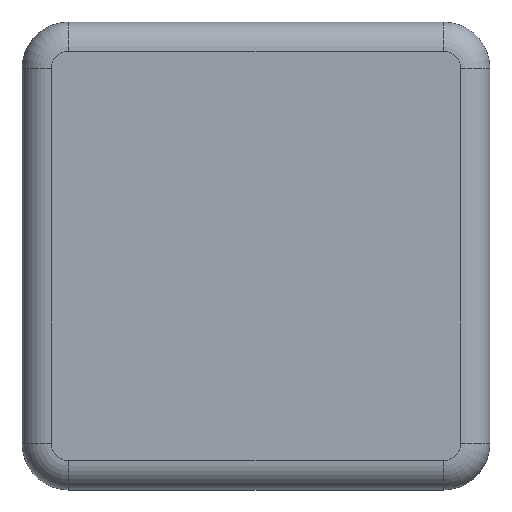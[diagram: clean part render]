
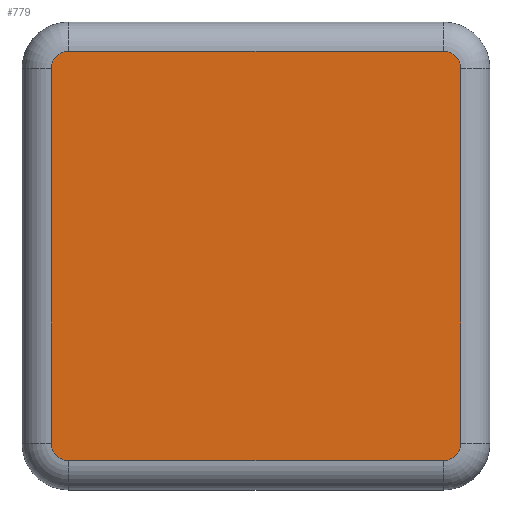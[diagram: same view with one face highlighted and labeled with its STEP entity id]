
A CAD part, top view. The second image highlights one B-rep face of the part: STEP entity #779.
In plain terms, the highlighted planar face has unit normal (0, 0, 1).
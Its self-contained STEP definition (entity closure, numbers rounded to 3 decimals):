
#53 = DIRECTION ( 'NONE',  ( 0., 0., 1. ) ) ;
#76 = LINE ( 'NONE', #1997, #1826 ) ;
#90 = CARTESIAN_POINT ( 'NONE',  ( -16., -16., 4. ) ) ;
#104 = EDGE_CURVE ( 'NONE', #1099, #1545, #888, .T. ) ;
#120 = VERTEX_POINT ( 'NONE', #394 ) ;
#128 = LINE ( 'NONE', #736, #1285 ) ;
#136 = CARTESIAN_POINT ( 'NONE',  ( 0., 0., 4. ) ) ;
#150 = VECTOR ( 'NONE', #863, 1000. ) ;
#174 = ORIENTED_EDGE ( 'NONE', *, *, #274, .T. ) ;
#193 = CARTESIAN_POINT ( 'NONE',  ( 0., -17.5, 4. ) ) ;
#261 = DIRECTION ( 'NONE',  ( -1., 0., 0. ) ) ;
#274 = EDGE_CURVE ( 'NONE', #1654, #854, #1670, .T. ) ;
#361 = AXIS2_PLACEMENT_3D ( 'NONE', #136, #802, #1948 ) ;
#382 = DIRECTION ( 'NONE',  ( 0., 0., 1. ) ) ;
#394 = CARTESIAN_POINT ( 'NONE',  ( -16., 17.5, 4. ) ) ;
#405 = EDGE_LOOP ( 'NONE', ( #545, #677, #584, #1759, #1866, #2011, #566, #174 ) ) ;
#464 = CARTESIAN_POINT ( 'NONE',  ( 16., 17.5, 4. ) ) ;
#494 = DIRECTION ( 'NONE',  ( 0., 0., 1. ) ) ;
#504 = FACE_OUTER_BOUND ( 'NONE', #405, .T. ) ;
#545 = ORIENTED_EDGE ( 'NONE', *, *, #1247, .T. ) ;
#555 = VERTEX_POINT ( 'NONE', #1662 ) ;
#566 = ORIENTED_EDGE ( 'NONE', *, *, #1403, .T. ) ;
#580 = CARTESIAN_POINT ( 'NONE',  ( 0., 17.5, 4. ) ) ;
#584 = ORIENTED_EDGE ( 'NONE', *, *, #1779, .T. ) ;
#585 = CARTESIAN_POINT ( 'NONE',  ( 17.5, 16., 4. ) ) ;
#625 = PLANE ( 'NONE',  #361 ) ;
#677 = ORIENTED_EDGE ( 'NONE', *, *, #104, .T. ) ;
#711 = CARTESIAN_POINT ( 'NONE',  ( 17.5, -16., 4. ) ) ;
#736 = CARTESIAN_POINT ( 'NONE',  ( -17.5, 0., 4. ) ) ;
#748 = DIRECTION ( 'NONE',  ( -1., 0., 0. ) ) ;
#779 = ADVANCED_FACE ( 'NONE', ( #504 ), #625, .F. ) ;
#802 = DIRECTION ( 'NONE',  ( 0., 0., -1. ) ) ;
#846 = EDGE_CURVE ( 'NONE', #120, #555, #2051, .T. ) ;
#849 = CIRCLE ( 'NONE', #1173, 1.5 ) ;
#854 = VERTEX_POINT ( 'NONE', #1809 ) ;
#863 = DIRECTION ( 'NONE',  ( 1., 0., 0. ) ) ;
#888 = CIRCLE ( 'NONE', #2087, 1.5 ) ;
#899 = DIRECTION ( 'NONE',  ( 0., -1., 0. ) ) ;
#1001 = EDGE_CURVE ( 'NONE', #2038, #120, #1926, .T. ) ;
#1011 = DIRECTION ( 'NONE',  ( 0., 1., 0. ) ) ;
#1013 = LINE ( 'NONE', #193, #150 ) ;
#1020 = AXIS2_PLACEMENT_3D ( 'NONE', #1472, #494, #1642 ) ;
#1024 = VERTEX_POINT ( 'NONE', #585 ) ;
#1040 = CARTESIAN_POINT ( 'NONE',  ( 16., -16., 4. ) ) ;
#1043 = VECTOR ( 'NONE', #748, 1000. ) ;
#1099 = VERTEX_POINT ( 'NONE', #1565 ) ;
#1173 = AXIS2_PLACEMENT_3D ( 'NONE', #1368, #382, #1528 ) ;
#1204 = DIRECTION ( 'NONE',  ( -1., 0., 0. ) ) ;
#1246 = DIRECTION ( 'NONE',  ( 0., 0., 1. ) ) ;
#1247 = EDGE_CURVE ( 'NONE', #854, #1099, #1013, .T. ) ;
#1285 = VECTOR ( 'NONE', #899, 1000. ) ;
#1368 = CARTESIAN_POINT ( 'NONE',  ( 16., 16., 4. ) ) ;
#1403 = EDGE_CURVE ( 'NONE', #555, #1654, #128, .T. ) ;
#1472 = CARTESIAN_POINT ( 'NONE',  ( -16., 16., 4. ) ) ;
#1528 = DIRECTION ( 'NONE',  ( -1., 0., 0. ) ) ;
#1545 = VERTEX_POINT ( 'NONE', #711 ) ;
#1565 = CARTESIAN_POINT ( 'NONE',  ( 16., -17.5, 4. ) ) ;
#1642 = DIRECTION ( 'NONE',  ( -1., 0., 0. ) ) ;
#1654 = VERTEX_POINT ( 'NONE', #1978 ) ;
#1662 = CARTESIAN_POINT ( 'NONE',  ( -17.5, 16., 4. ) ) ;
#1670 = CIRCLE ( 'NONE', #2090, 1.5 ) ;
#1759 = ORIENTED_EDGE ( 'NONE', *, *, #1814, .T. ) ;
#1779 = EDGE_CURVE ( 'NONE', #1545, #1024, #76, .T. ) ;
#1809 = CARTESIAN_POINT ( 'NONE',  ( -16., -17.5, 4. ) ) ;
#1814 = EDGE_CURVE ( 'NONE', #1024, #2038, #849, .T. ) ;
#1826 = VECTOR ( 'NONE', #1011, 1000. ) ;
#1866 = ORIENTED_EDGE ( 'NONE', *, *, #1001, .T. ) ;
#1926 = LINE ( 'NONE', #580, #1043 ) ;
#1948 = DIRECTION ( 'NONE',  ( -1., 0., 0. ) ) ;
#1978 = CARTESIAN_POINT ( 'NONE',  ( -17.5, -16., 4. ) ) ;
#1997 = CARTESIAN_POINT ( 'NONE',  ( 17.5, 0., 4. ) ) ;
#2011 = ORIENTED_EDGE ( 'NONE', *, *, #846, .T. ) ;
#2038 = VERTEX_POINT ( 'NONE', #464 ) ;
#2051 = CIRCLE ( 'NONE', #1020, 1.5 ) ;
#2087 = AXIS2_PLACEMENT_3D ( 'NONE', #1040, #53, #1204 ) ;
#2090 = AXIS2_PLACEMENT_3D ( 'NONE', #90, #1246, #261 ) ;
